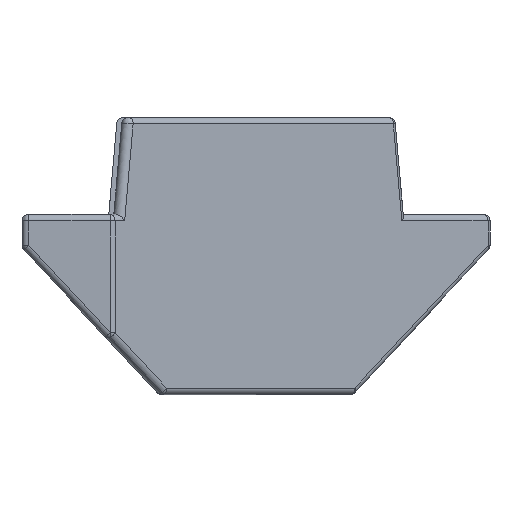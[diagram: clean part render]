
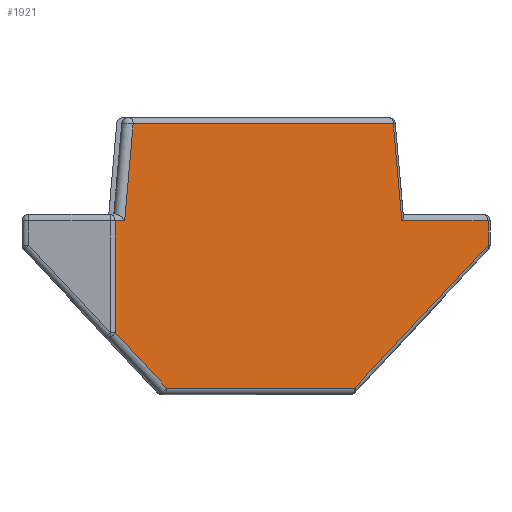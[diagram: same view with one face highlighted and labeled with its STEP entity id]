
A CAD part, left-side view. The second image highlights one B-rep face of the part: STEP entity #1921.
In plain terms, the highlighted planar face has unit normal (-0.707, -0.707, 0).
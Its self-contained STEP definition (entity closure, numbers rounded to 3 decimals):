
#5 = EDGE_LOOP ( 'NONE', ( #2140, #241, #1607, #269, #675, #994, #1610, #1183, #485, #1824 ) ) ;
#58 = VECTOR ( 'NONE', #905, 1000. ) ;
#63 = VERTEX_POINT ( 'NONE', #1507 ) ;
#117 = AXIS2_PLACEMENT_3D ( 'NONE', #1351, #1516, #513 ) ;
#128 = PLANE ( 'NONE',  #117 ) ;
#208 = DIRECTION ( 'NONE',  ( 0., 0., 1. ) ) ;
#210 = VERTEX_POINT ( 'NONE', #2225 ) ;
#241 = ORIENTED_EDGE ( 'NONE', *, *, #1611, .T. ) ;
#269 = ORIENTED_EDGE ( 'NONE', *, *, #1233, .T. ) ;
#270 = VERTEX_POINT ( 'NONE', #1978 ) ;
#304 = EDGE_CURVE ( 'NONE', #2050, #210, #858, .T. ) ;
#305 = DIRECTION ( 'NONE',  ( -0.087, 0.087, -0.992 ) ) ;
#311 = DIRECTION ( 'NONE',  ( 0., 0., -1. ) ) ;
#372 = CARTESIAN_POINT ( 'NONE',  ( -8.309, 2.935, 0.482 ) ) ;
#378 = VECTOR ( 'NONE', #305, 1000. ) ;
#485 = ORIENTED_EDGE ( 'NONE', *, *, #1751, .T. ) ;
#492 = VECTOR ( 'NONE', #208, 1000. ) ;
#501 = LINE ( 'NONE', #995, #910 ) ;
#513 = DIRECTION ( 'NONE',  ( -0.707, 0.707, 0. ) ) ;
#602 = EDGE_CURVE ( 'NONE', #270, #944, #1393, .T. ) ;
#640 = DIRECTION ( 'NONE',  ( -0.707, 0.707, 0. ) ) ;
#675 = ORIENTED_EDGE ( 'NONE', *, *, #913, .T. ) ;
#711 = EDGE_CURVE ( 'NONE', #2058, #270, #849, .T. ) ;
#749 = EDGE_CURVE ( 'NONE', #1596, #63, #1008, .T. ) ;
#763 = DIRECTION ( 'NONE',  ( -0.087, 0.087, 0.992 ) ) ;
#775 = CARTESIAN_POINT ( 'NONE',  ( -11.444, 6.07, 0.2 ) ) ;
#804 = VECTOR ( 'NONE', #1987, 1000. ) ;
#817 = DIRECTION ( 'NONE',  ( 0.563, -0.563, 0.604 ) ) ;
#849 = LINE ( 'NONE', #1415, #492 ) ;
#858 = LINE ( 'NONE', #1473, #804 ) ;
#902 = VECTOR ( 'NONE', #1561, 1000. ) ;
#905 = DIRECTION ( 'NONE',  ( -0.707, 0.707, 0. ) ) ;
#910 = VECTOR ( 'NONE', #640, 1000. ) ;
#913 = EDGE_CURVE ( 'NONE', #1078, #1103, #501, .T. ) ;
#916 = CARTESIAN_POINT ( 'NONE',  ( -1.012, -4.362, 5.2 ) ) ;
#944 = VERTEX_POINT ( 'NONE', #916 ) ;
#972 = CARTESIAN_POINT ( 'NONE',  ( -9.303, 3.929, 5.2 ) ) ;
#994 = ORIENTED_EDGE ( 'NONE', *, *, #1911, .T. ) ;
#995 = CARTESIAN_POINT ( 'NONE',  ( -9.65, 4.276, 5.2 ) ) ;
#1008 = LINE ( 'NONE', #775, #1916 ) ;
#1078 = VERTEX_POINT ( 'NONE', #972 ) ;
#1103 = VERTEX_POINT ( 'NONE', #1298 ) ;
#1161 = FACE_OUTER_BOUND ( 'NONE', #5, .T. ) ;
#1183 = ORIENTED_EDGE ( 'NONE', *, *, #749, .T. ) ;
#1233 = EDGE_CURVE ( 'NONE', #210, #1078, #2067, .T. ) ;
#1262 = CARTESIAN_POINT ( 'NONE',  ( -8.046, 2.672, 0.2 ) ) ;
#1298 = CARTESIAN_POINT ( 'NONE',  ( -9.591, 4.217, 5.2 ) ) ;
#1330 = LINE ( 'NONE', #372, #902 ) ;
#1331 = VECTOR ( 'NONE', #763, 1000. ) ;
#1333 = CARTESIAN_POINT ( 'NONE',  ( -9.844, 4.47, -0.98 ) ) ;
#1341 = CARTESIAN_POINT ( 'NONE',  ( -9.591, 4.217, 1.858 ) ) ;
#1351 = CARTESIAN_POINT ( 'NONE',  ( -11.444, 6.07, -0.7 ) ) ;
#1392 = CARTESIAN_POINT ( 'NONE',  ( 1.567, -6.941, 4.475 ) ) ;
#1393 = LINE ( 'NONE', #2057, #58 ) ;
#1415 = CARTESIAN_POINT ( 'NONE',  ( 1.567, -6.941, -0.7 ) ) ;
#1457 = VECTOR ( 'NONE', #817, 1000. ) ;
#1473 = CARTESIAN_POINT ( 'NONE',  ( -9.374, 4., 8.1 ) ) ;
#1507 = CARTESIAN_POINT ( 'NONE',  ( -2.42, -2.954, 0.2 ) ) ;
#1516 = DIRECTION ( 'NONE',  ( 0.707, 0.707, 0. ) ) ;
#1561 = DIRECTION ( 'NONE',  ( 0.563, -0.563, -0.604 ) ) ;
#1596 = VERTEX_POINT ( 'NONE', #1262 ) ;
#1599 = CARTESIAN_POINT ( 'NONE',  ( -0.661, -4.713, 1.187 ) ) ;
#1607 = ORIENTED_EDGE ( 'NONE', *, *, #304, .T. ) ;
#1610 = ORIENTED_EDGE ( 'NONE', *, *, #2052, .T. ) ;
#1611 = EDGE_CURVE ( 'NONE', #944, #2050, #1780, .T. ) ;
#1751 = EDGE_CURVE ( 'NONE', #63, #2058, #1917, .T. ) ;
#1780 = LINE ( 'NONE', #1599, #1331 ) ;
#1809 = CARTESIAN_POINT ( 'NONE',  ( 1.578, -6.952, 4.487 ) ) ;
#1824 = ORIENTED_EDGE ( 'NONE', *, *, #711, .T. ) ;
#1851 = CARTESIAN_POINT ( 'NONE',  ( -9.591, 4.217, -0.7 ) ) ;
#1907 = VERTEX_POINT ( 'NONE', #1341 ) ;
#1911 = EDGE_CURVE ( 'NONE', #1103, #1907, #2199, .T. ) ;
#1916 = VECTOR ( 'NONE', #1940, 1000. ) ;
#1917 = LINE ( 'NONE', #1809, #1457 ) ;
#1921 = ADVANCED_FACE ( 'NONE', ( #1161 ), #128, .F. ) ;
#1940 = DIRECTION ( 'NONE',  ( 0.707, -0.707, 0. ) ) ;
#1978 = CARTESIAN_POINT ( 'NONE',  ( 1.567, -6.941, 5.2 ) ) ;
#1987 = DIRECTION ( 'NONE',  ( -0.707, 0.707, 0. ) ) ;
#2037 = VECTOR ( 'NONE', #311, 1000. ) ;
#2050 = VERTEX_POINT ( 'NONE', #2054 ) ;
#2052 = EDGE_CURVE ( 'NONE', #1907, #1596, #1330, .T. ) ;
#2054 = CARTESIAN_POINT ( 'NONE',  ( -1.266, -4.108, 8.1 ) ) ;
#2057 = CARTESIAN_POINT ( 'NONE',  ( -11.444, 6.07, 5.2 ) ) ;
#2058 = VERTEX_POINT ( 'NONE', #1392 ) ;
#2067 = LINE ( 'NONE', #1333, #378 ) ;
#2140 = ORIENTED_EDGE ( 'NONE', *, *, #602, .T. ) ;
#2199 = LINE ( 'NONE', #1851, #2037 ) ;
#2225 = CARTESIAN_POINT ( 'NONE',  ( -9.049, 3.675, 8.1 ) ) ;
